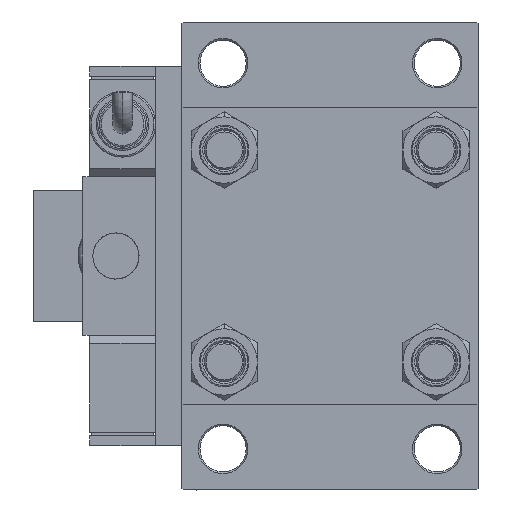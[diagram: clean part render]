
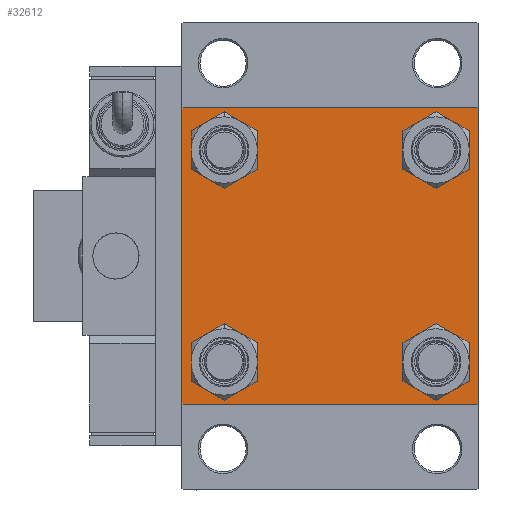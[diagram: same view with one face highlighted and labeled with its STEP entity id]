
A CAD part, left-side view. The second image highlights one B-rep face of the part: STEP entity #32612.
In plain terms, the highlighted planar face has unit normal (-1, 0, 0).
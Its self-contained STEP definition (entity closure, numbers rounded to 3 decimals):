
#305 = DIRECTION ( 'NONE',  ( -1., 0., 0. ) ) ;
#555 = EDGE_CURVE ( 'NONE', #53695, #32272, #25346, .T. ) ;
#822 = VECTOR ( 'NONE', #13091, 1000. ) ;
#869 = EDGE_CURVE ( 'NONE', #17681, #47689, #41652, .T. ) ;
#906 = VERTEX_POINT ( 'NONE', #18843 ) ;
#1342 = DIRECTION ( 'NONE',  ( 0., 0., 1. ) ) ;
#2004 = ORIENTED_EDGE ( 'NONE', *, *, #17868, .T. ) ;
#2288 = VERTEX_POINT ( 'NONE', #44031 ) ;
#2423 = DIRECTION ( 'NONE',  ( 1., 0., 0. ) ) ;
#2457 = ORIENTED_EDGE ( 'NONE', *, *, #48069, .T. ) ;
#3020 = EDGE_LOOP ( 'NONE', ( #22003, #5966 ) ) ;
#3783 = AXIS2_PLACEMENT_3D ( 'NONE', #29218, #16430, #42005 ) ;
#4221 = DIRECTION ( 'NONE',  ( 0., 0., 1. ) ) ;
#4356 = CARTESIAN_POINT ( 'NONE',  ( 0., -32.15, -25.65 ) ) ;
#5433 = LINE ( 'NONE', #52170, #42992 ) ;
#5879 = VECTOR ( 'NONE', #42052, 1000. ) ;
#5966 = ORIENTED_EDGE ( 'NONE', *, *, #13930, .T. ) ;
#6059 = CARTESIAN_POINT ( 'NONE',  ( 0., -32.15, -32.15 ) ) ;
#6532 = LINE ( 'NONE', #23212, #39455 ) ;
#6549 = CARTESIAN_POINT ( 'NONE',  ( 0., 32.15, -25.65 ) ) ;
#7466 = CARTESIAN_POINT ( 'NONE',  ( 0., 45., -45. ) ) ;
#8094 = DIRECTION ( 'NONE',  ( 0., 0., 1. ) ) ;
#8569 = CARTESIAN_POINT ( 'NONE',  ( 0., 32.15, 25.65 ) ) ;
#8653 = FACE_BOUND ( 'NONE', #20744, .T. ) ;
#8685 = CARTESIAN_POINT ( 'NONE',  ( 0., -32.15, 32.15 ) ) ;
#9066 = CIRCLE ( 'NONE', #3783, 6.5 ) ;
#10541 = ORIENTED_EDGE ( 'NONE', *, *, #12436, .T. ) ;
#10709 = DIRECTION ( 'NONE',  ( 0., -1., 0. ) ) ;
#10723 = CARTESIAN_POINT ( 'NONE',  ( 0., -45., -44.5 ) ) ;
#10867 = AXIS2_PLACEMENT_3D ( 'NONE', #18241, #34652, #26318 ) ;
#11797 = VECTOR ( 'NONE', #19255, 1000. ) ;
#12436 = EDGE_CURVE ( 'NONE', #20885, #906, #46890, .T. ) ;
#12546 = PLANE ( 'NONE',  #51872 ) ;
#13091 = DIRECTION ( 'NONE',  ( 0., 0.707, -0.707 ) ) ;
#13236 = DIRECTION ( 'NONE',  ( 0., -1., 0. ) ) ;
#13291 = DIRECTION ( 'NONE',  ( 1., 0., 0. ) ) ;
#13643 = CARTESIAN_POINT ( 'NONE',  ( 0., 32.15, -38.65 ) ) ;
#13930 = EDGE_CURVE ( 'NONE', #24266, #40613, #49892, .T. ) ;
#13984 = EDGE_LOOP ( 'NONE', ( #45356, #2457 ) ) ;
#14068 = DIRECTION ( 'NONE',  ( 0., 0., -1. ) ) ;
#14230 = CARTESIAN_POINT ( 'NONE',  ( 0., 44.5, -45. ) ) ;
#14382 = CARTESIAN_POINT ( 'NONE',  ( 0., -32.15, -32.15 ) ) ;
#14629 = CARTESIAN_POINT ( 'NONE',  ( 0., -45., 44.5 ) ) ;
#15034 = DIRECTION ( 'NONE',  ( 0., 0., -1. ) ) ;
#15556 = CIRCLE ( 'NONE', #24457, 6.5 ) ;
#15665 = ORIENTED_EDGE ( 'NONE', *, *, #28914, .T. ) ;
#16151 = AXIS2_PLACEMENT_3D ( 'NONE', #21726, #42315, #4221 ) ;
#16430 = DIRECTION ( 'NONE',  ( 1., 0., 0. ) ) ;
#16636 = CARTESIAN_POINT ( 'NONE',  ( 0., 44.5, 45. ) ) ;
#16757 = CARTESIAN_POINT ( 'NONE',  ( 0., -44.75, -44.75 ) ) ;
#16780 = ORIENTED_EDGE ( 'NONE', *, *, #18378, .F. ) ;
#16987 = FACE_BOUND ( 'NONE', #13984, .T. ) ;
#17681 = VERTEX_POINT ( 'NONE', #4356 ) ;
#17868 = EDGE_CURVE ( 'NONE', #32272, #34833, #5433, .T. ) ;
#18241 = CARTESIAN_POINT ( 'NONE',  ( 0., 32.15, 32.15 ) ) ;
#18378 = EDGE_CURVE ( 'NONE', #53695, #41302, #6532, .T. ) ;
#18843 = CARTESIAN_POINT ( 'NONE',  ( 0., -44.5, -45. ) ) ;
#18980 = ORIENTED_EDGE ( 'NONE', *, *, #35145, .T. ) ;
#19255 = DIRECTION ( 'NONE',  ( 0., 0.707, 0.707 ) ) ;
#19682 = VECTOR ( 'NONE', #13236, 1000. ) ;
#19814 = LINE ( 'NONE', #16757, #5879 ) ;
#20471 = EDGE_LOOP ( 'NONE', ( #53382, #18980 ) ) ;
#20744 = EDGE_LOOP ( 'NONE', ( #15665, #48172 ) ) ;
#20885 = VERTEX_POINT ( 'NONE', #14230 ) ;
#21726 = CARTESIAN_POINT ( 'NONE',  ( 0., 32.15, -32.15 ) ) ;
#22003 = ORIENTED_EDGE ( 'NONE', *, *, #26914, .T. ) ;
#22875 = CARTESIAN_POINT ( 'NONE',  ( 0., -44.75, 44.75 ) ) ;
#23080 = DIRECTION ( 'NONE',  ( 0., 0., 1. ) ) ;
#23212 = CARTESIAN_POINT ( 'NONE',  ( 0., 45., 45. ) ) ;
#24266 = VERTEX_POINT ( 'NONE', #13643 ) ;
#24457 = AXIS2_PLACEMENT_3D ( 'NONE', #31715, #48118, #23080 ) ;
#24590 = ORIENTED_EDGE ( 'NONE', *, *, #26100, .T. ) ;
#24885 = DIRECTION ( 'NONE',  ( 1., 0., 0. ) ) ;
#25119 = VECTOR ( 'NONE', #30555, 1000. ) ;
#25346 = LINE ( 'NONE', #33658, #822 ) ;
#25657 = DIRECTION ( 'NONE',  ( 0., 0., 1. ) ) ;
#26100 = EDGE_CURVE ( 'NONE', #27399, #41302, #48991, .T. ) ;
#26318 = DIRECTION ( 'NONE',  ( 0., 0., 1. ) ) ;
#26493 = EDGE_LOOP ( 'NONE', ( #2004, #39000, #10541, #45883, #54307, #24590, #16780, #43355 ) ) ;
#26777 = EDGE_CURVE ( 'NONE', #34833, #20885, #48600, .T. ) ;
#26914 = EDGE_CURVE ( 'NONE', #40613, #24266, #34783, .T. ) ;
#27399 = VERTEX_POINT ( 'NONE', #14629 ) ;
#27610 = CIRCLE ( 'NONE', #32963, 6.5 ) ;
#28914 = EDGE_CURVE ( 'NONE', #43515, #50629, #9066, .T. ) ;
#28922 = LINE ( 'NONE', #45894, #43348 ) ;
#28949 = FACE_BOUND ( 'NONE', #3020, .T. ) ;
#29218 = CARTESIAN_POINT ( 'NONE',  ( 0., -32.15, 32.15 ) ) ;
#29475 = AXIS2_PLACEMENT_3D ( 'NONE', #33486, #24885, #50459 ) ;
#30060 = FACE_OUTER_BOUND ( 'NONE', #26493, .T. ) ;
#30555 = DIRECTION ( 'NONE',  ( 0., -0.707, -0.707 ) ) ;
#30719 = VERTEX_POINT ( 'NONE', #10723 ) ;
#31715 = CARTESIAN_POINT ( 'NONE',  ( 0., 32.15, 32.15 ) ) ;
#32272 = VERTEX_POINT ( 'NONE', #49658 ) ;
#32612 = ADVANCED_FACE ( 'NONE', ( #8653, #16987, #28949, #46753, #30060 ), #12546, .T. ) ;
#32963 = AXIS2_PLACEMENT_3D ( 'NONE', #14382, #13291, #52222 ) ;
#33486 = CARTESIAN_POINT ( 'NONE',  ( 0., 32.15, -32.15 ) ) ;
#33658 = CARTESIAN_POINT ( 'NONE',  ( 0., 44.75, 44.75 ) ) ;
#33971 = CIRCLE ( 'NONE', #10867, 6.5 ) ;
#34652 = DIRECTION ( 'NONE',  ( 1., 0., 0. ) ) ;
#34783 = CIRCLE ( 'NONE', #29475, 6.5 ) ;
#34833 = VERTEX_POINT ( 'NONE', #39569 ) ;
#35145 = EDGE_CURVE ( 'NONE', #38115, #2288, #15556, .T. ) ;
#36426 = EDGE_CURVE ( 'NONE', #906, #30719, #19814, .T. ) ;
#37875 = DIRECTION ( 'NONE',  ( 1., 0., 0. ) ) ;
#38115 = VERTEX_POINT ( 'NONE', #8569 ) ;
#39000 = ORIENTED_EDGE ( 'NONE', *, *, #26777, .T. ) ;
#39455 = VECTOR ( 'NONE', #10709, 1000. ) ;
#39569 = CARTESIAN_POINT ( 'NONE',  ( 0., 45., -44.5 ) ) ;
#40613 = VERTEX_POINT ( 'NONE', #6549 ) ;
#40819 = AXIS2_PLACEMENT_3D ( 'NONE', #8685, #37875, #25657 ) ;
#41167 = CARTESIAN_POINT ( 'NONE',  ( 0., -32.15, -38.65 ) ) ;
#41302 = VERTEX_POINT ( 'NONE', #46169 ) ;
#41574 = AXIS2_PLACEMENT_3D ( 'NONE', #6059, #2423, #1342 ) ;
#41652 = CIRCLE ( 'NONE', #41574, 6.5 ) ;
#42005 = DIRECTION ( 'NONE',  ( 0., 0., 1. ) ) ;
#42052 = DIRECTION ( 'NONE',  ( 0., -0.707, 0.707 ) ) ;
#42298 = CARTESIAN_POINT ( 'NONE',  ( 0., 0., 0. ) ) ;
#42315 = DIRECTION ( 'NONE',  ( 1., 0., 0. ) ) ;
#42384 = CARTESIAN_POINT ( 'NONE',  ( 0., -32.15, 25.65 ) ) ;
#42992 = VECTOR ( 'NONE', #14068, 1000. ) ;
#43167 = EDGE_CURVE ( 'NONE', #27399, #30719, #28922, .T. ) ;
#43348 = VECTOR ( 'NONE', #15034, 1000. ) ;
#43355 = ORIENTED_EDGE ( 'NONE', *, *, #555, .T. ) ;
#43515 = VERTEX_POINT ( 'NONE', #54947 ) ;
#44031 = CARTESIAN_POINT ( 'NONE',  ( 0., 32.15, 38.65 ) ) ;
#45356 = ORIENTED_EDGE ( 'NONE', *, *, #869, .T. ) ;
#45883 = ORIENTED_EDGE ( 'NONE', *, *, #36426, .T. ) ;
#45894 = CARTESIAN_POINT ( 'NONE',  ( 0., -45., 45. ) ) ;
#46169 = CARTESIAN_POINT ( 'NONE',  ( 0., -44.5, 45. ) ) ;
#46633 = EDGE_CURVE ( 'NONE', #50629, #43515, #50621, .T. ) ;
#46753 = FACE_BOUND ( 'NONE', #20471, .T. ) ;
#46890 = LINE ( 'NONE', #7466, #19682 ) ;
#47689 = VERTEX_POINT ( 'NONE', #41167 ) ;
#48069 = EDGE_CURVE ( 'NONE', #47689, #17681, #27610, .T. ) ;
#48118 = DIRECTION ( 'NONE',  ( 1., 0., 0. ) ) ;
#48172 = ORIENTED_EDGE ( 'NONE', *, *, #46633, .T. ) ;
#48600 = LINE ( 'NONE', #51976, #25119 ) ;
#48991 = LINE ( 'NONE', #22875, #11797 ) ;
#49658 = CARTESIAN_POINT ( 'NONE',  ( 0., 45., 44.5 ) ) ;
#49892 = CIRCLE ( 'NONE', #16151, 6.5 ) ;
#50336 = EDGE_CURVE ( 'NONE', #2288, #38115, #33971, .T. ) ;
#50459 = DIRECTION ( 'NONE',  ( 0., 0., 1. ) ) ;
#50621 = CIRCLE ( 'NONE', #40819, 6.5 ) ;
#50629 = VERTEX_POINT ( 'NONE', #42384 ) ;
#51872 = AXIS2_PLACEMENT_3D ( 'NONE', #42298, #305, #8094 ) ;
#51976 = CARTESIAN_POINT ( 'NONE',  ( 0., 44.75, -44.75 ) ) ;
#52170 = CARTESIAN_POINT ( 'NONE',  ( 0., 45., 45. ) ) ;
#52222 = DIRECTION ( 'NONE',  ( 0., 0., 1. ) ) ;
#53382 = ORIENTED_EDGE ( 'NONE', *, *, #50336, .T. ) ;
#53695 = VERTEX_POINT ( 'NONE', #16636 ) ;
#54307 = ORIENTED_EDGE ( 'NONE', *, *, #43167, .F. ) ;
#54947 = CARTESIAN_POINT ( 'NONE',  ( 0., -32.15, 38.65 ) ) ;
